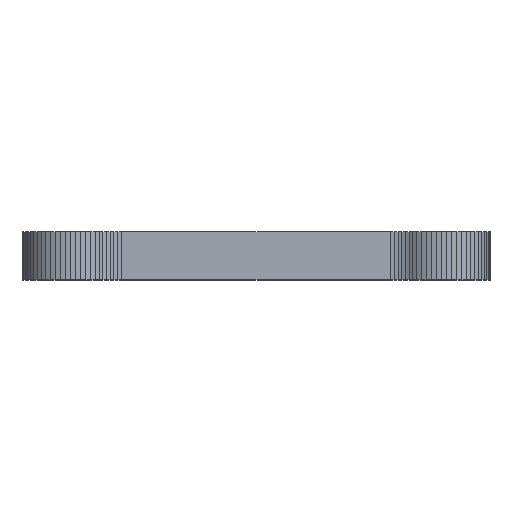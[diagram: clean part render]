
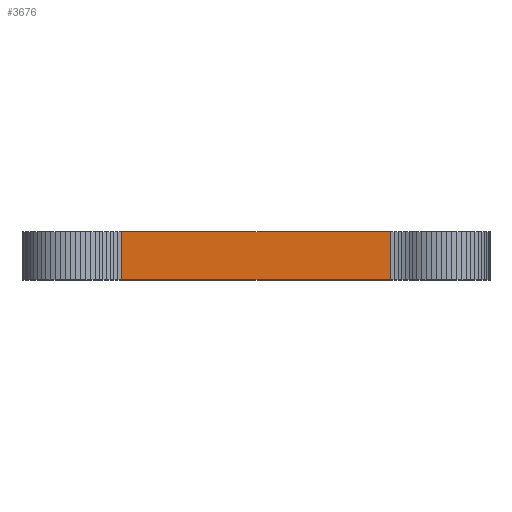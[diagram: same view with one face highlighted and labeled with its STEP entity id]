
A CAD part, top view. The second image highlights one B-rep face of the part: STEP entity #3676.
In plain terms, the highlighted planar face has unit normal (0, 0, 1).
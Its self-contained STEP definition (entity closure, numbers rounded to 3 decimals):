
#76 = CARTESIAN_POINT ( 'NONE',  ( 8.33, 4., 6.5 ) ) ;
#163 = CARTESIAN_POINT ( 'NONE',  ( 30.67, 0., 6.5 ) ) ;
#174 = DIRECTION ( 'NONE',  ( 0., 1., 0. ) ) ;
#183 = AXIS2_PLACEMENT_3D ( 'NONE', #2108, #649, #393 ) ;
#345 = DIRECTION ( 'NONE',  ( 1., 0., 0. ) ) ;
#393 = DIRECTION ( 'NONE',  ( 1., 0., 0. ) ) ;
#428 = VERTEX_POINT ( 'NONE', #1675 ) ;
#447 = ORIENTED_EDGE ( 'NONE', *, *, #3118, .F. ) ;
#528 = VECTOR ( 'NONE', #3039, 1000. ) ;
#649 = DIRECTION ( 'NONE',  ( 0., 0., 1. ) ) ;
#731 = EDGE_CURVE ( 'NONE', #2391, #1473, #1905, .T. ) ;
#946 = DIRECTION ( 'NONE',  ( 1., 0., 0. ) ) ;
#948 = CARTESIAN_POINT ( 'NONE',  ( 30.67, 0., 6.5 ) ) ;
#1075 = VECTOR ( 'NONE', #174, 1000. ) ;
#1098 = ORIENTED_EDGE ( 'NONE', *, *, #731, .F. ) ;
#1473 = VERTEX_POINT ( 'NONE', #1895 ) ;
#1571 = VECTOR ( 'NONE', #946, 1000. ) ;
#1675 = CARTESIAN_POINT ( 'NONE',  ( 30.67, 4., 6.5 ) ) ;
#1798 = EDGE_CURVE ( 'NONE', #2815, #428, #3004, .T. ) ;
#1841 = EDGE_LOOP ( 'NONE', ( #447, #1098, #2138, #3223 ) ) ;
#1861 = FACE_OUTER_BOUND ( 'NONE', #1841, .T. ) ;
#1895 = CARTESIAN_POINT ( 'NONE',  ( 8.33, 4., 6.5 ) ) ;
#1905 = LINE ( 'NONE', #2844, #1075 ) ;
#2108 = CARTESIAN_POINT ( 'NONE',  ( 8.33, 0., 6.5 ) ) ;
#2138 = ORIENTED_EDGE ( 'NONE', *, *, #3104, .T. ) ;
#2249 = VECTOR ( 'NONE', #345, 1000. ) ;
#2391 = VERTEX_POINT ( 'NONE', #2492 ) ;
#2419 = LINE ( 'NONE', #76, #1571 ) ;
#2492 = CARTESIAN_POINT ( 'NONE',  ( 8.33, 0., 6.5 ) ) ;
#2815 = VERTEX_POINT ( 'NONE', #163 ) ;
#2844 = CARTESIAN_POINT ( 'NONE',  ( 8.33, 0., 6.5 ) ) ;
#2963 = LINE ( 'NONE', #2982, #2249 ) ;
#2982 = CARTESIAN_POINT ( 'NONE',  ( 8.33, 0., 6.5 ) ) ;
#3004 = LINE ( 'NONE', #948, #528 ) ;
#3031 = PLANE ( 'NONE',  #183 ) ;
#3039 = DIRECTION ( 'NONE',  ( 0., 1., 0. ) ) ;
#3104 = EDGE_CURVE ( 'NONE', #2391, #2815, #2963, .T. ) ;
#3118 = EDGE_CURVE ( 'NONE', #1473, #428, #2419, .T. ) ;
#3223 = ORIENTED_EDGE ( 'NONE', *, *, #1798, .T. ) ;
#3676 = ADVANCED_FACE ( 'NONE', ( #1861 ), #3031, .T. ) ;
